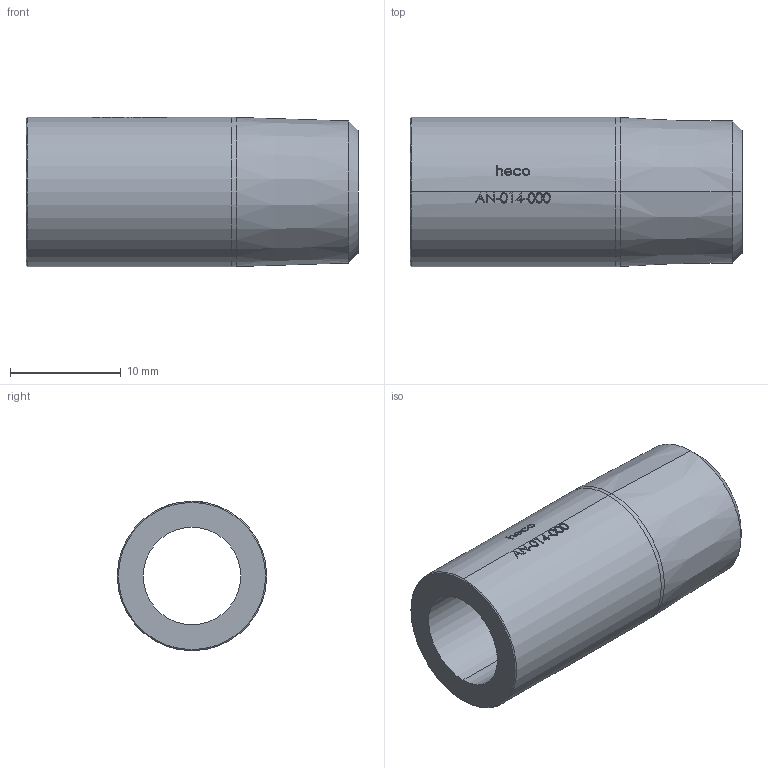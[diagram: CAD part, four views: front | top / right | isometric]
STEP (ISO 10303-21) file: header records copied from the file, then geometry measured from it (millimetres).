
FILE_DESCRIPTION (( 'STEP AP214' ), '1' );
FILE_NAME ('AN-014-000-x Anschweißnippel heco.STEP', '2018-05-18T07:31:33', ( '' ), ( '' ), 'SwSTEP 2.0', 'SolidWorks 2016', '' );
FILE_SCHEMA (( 'AUTOMOTIVE_DESIGN' ));
Length unit declared in the file: millimetre
Products named in the file (1): AN-014-000-x Anschweißnippel heco
Bounding box: 30 x 13.5 x 13.5 mm (x, y, z)
Volume: 2369.4 mm3; surface area: 2217.5 mm2
Topology: 1 solids, 1 shells, 169 faces, 426 edges, 282 vertices
Faces by surface type: bspline 85, plane 50, cylinder 26, cone 8
Entity records: 11953 total; most frequent: CARTESIAN_POINT 6937, ORIENTED_EDGE 852, EDGE_CURVE 426, DIRECTION 385, VERTEX_POINT 282, B_SPLINE_CURVE_WITH_KNOTS 269, EDGE_LOOP 194, FACE_OUTER_BOUND 169
